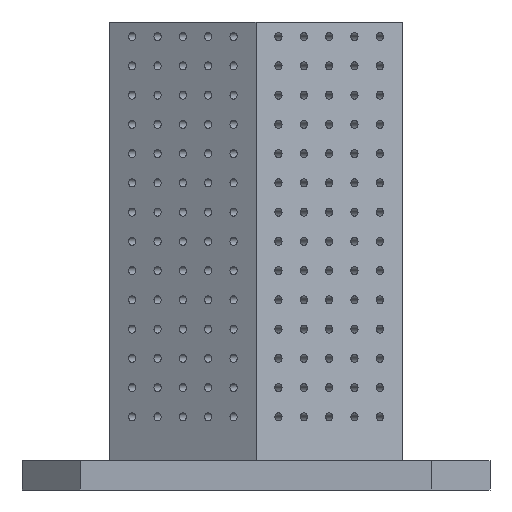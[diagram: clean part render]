
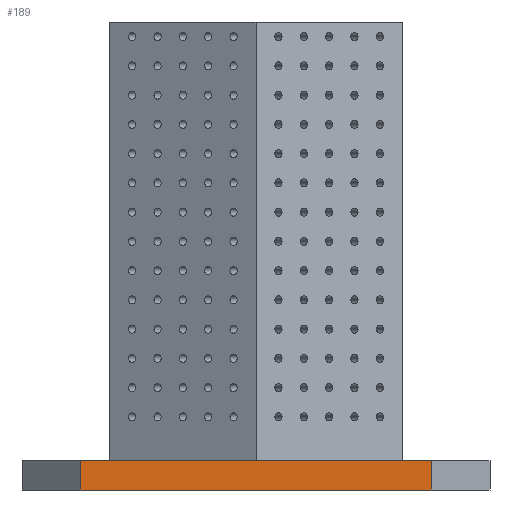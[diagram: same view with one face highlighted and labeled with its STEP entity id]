
A CAD part, left-side view. The second image highlights one B-rep face of the part: STEP entity #189.
In plain terms, the highlighted planar face has unit normal (-1, 0, 0).
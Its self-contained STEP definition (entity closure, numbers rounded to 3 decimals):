
#189 = ADVANCED_FACE( '', ( #1856 ), #1857, .F. );
#1856 = FACE_OUTER_BOUND( '', #4715, .T. );
#1857 = PLANE( '', #4716 );
#4715 = EDGE_LOOP( '', ( #8817, #8818, #8819, #8820 ) );
#4716 = AXIS2_PLACEMENT_3D( '', #8821, #8822, #8823 );
#8817 = ORIENTED_EDGE( '', *, *, #14840, .F. );
#8818 = ORIENTED_EDGE( '', *, *, #14845, .T. );
#8819 = ORIENTED_EDGE( '', *, *, #14831, .T. );
#8820 = ORIENTED_EDGE( '', *, *, #13289, .T. );
#8821 = CARTESIAN_POINT( '', ( -400., 400., 50. ) );
#8822 = DIRECTION( '', ( 1., 0., 0. ) );
#8823 = DIRECTION( '', ( 0., 1., 0. ) );
#13289 = EDGE_CURVE( '', #15331, #15328, #15332, .T. );
#14831 = EDGE_CURVE( '', #18221, #15331, #18222, .T. );
#14840 = EDGE_CURVE( '', #18237, #15328, #18239, .T. );
#14845 = EDGE_CURVE( '', #18237, #18221, #18247, .T. );
#15328 = VERTEX_POINT( '', #18734 );
#15331 = VERTEX_POINT( '', #18738 );
#15332 = LINE( '', #18739, #18740 );
#18221 = VERTEX_POINT( '', #23634 );
#18222 = LINE( '', #23635, #23636 );
#18237 = VERTEX_POINT( '', #23658 );
#18239 = LINE( '', #23661, #23662 );
#18247 = LINE( '', #23674, #23675 );
#18734 = CARTESIAN_POINT( '', ( -400., -300., 50. ) );
#18738 = CARTESIAN_POINT( '', ( -400., -300., 0. ) );
#18739 = CARTESIAN_POINT( '', ( -400., -300., 50. ) );
#18740 = VECTOR( '', #29343, 1000. );
#23634 = CARTESIAN_POINT( '', ( -400., 300., 0. ) );
#23635 = CARTESIAN_POINT( '', ( -400., 400., 0. ) );
#23636 = VECTOR( '', #32757, 1000. );
#23658 = CARTESIAN_POINT( '', ( -400., 300., 50. ) );
#23661 = CARTESIAN_POINT( '', ( -400., 400., 50. ) );
#23662 = VECTOR( '', #32766, 1000. );
#23674 = CARTESIAN_POINT( '', ( -400., 300., 50. ) );
#23675 = VECTOR( '', #32771, 1000. );
#29343 = DIRECTION( '', ( 0., 0., 1. ) );
#32757 = DIRECTION( '', ( 0., -1., 0. ) );
#32766 = DIRECTION( '', ( 0., -1., 0. ) );
#32771 = DIRECTION( '', ( 0., 0., -1. ) );
